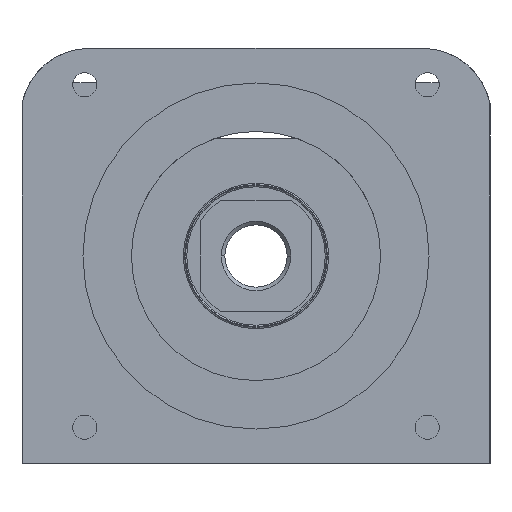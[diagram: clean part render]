
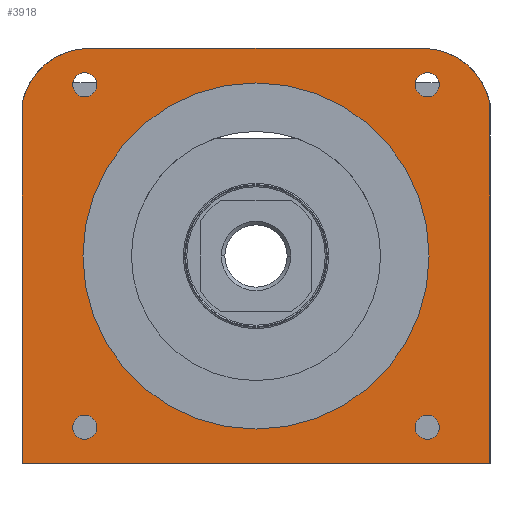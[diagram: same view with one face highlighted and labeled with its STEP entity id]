
A CAD part, left-side view. The second image highlights one B-rep face of the part: STEP entity #3918.
In plain terms, the highlighted planar face has unit normal (-1, 0, 0).
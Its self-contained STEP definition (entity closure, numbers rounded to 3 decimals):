
#3006=CARTESIAN_POINT('Vertex',(0.,-33.8,-30.)) ;
#3009=CARTESIAN_POINT('Line Origine',(0.,0.,-30.)) ;
#3013=CARTESIAN_POINT('Vertex',(0.,33.8,-30.)) ;
#3206=CARTESIAN_POINT('Vertex',(0.,-33.8,21.99)) ;
#3209=CARTESIAN_POINT('Line Origine',(0.,-33.8,-4.005)) ;
#3401=CARTESIAN_POINT('Line Origine',(0.,33.8,-4.005)) ;
#3405=CARTESIAN_POINT('Vertex',(0.,33.8,21.99)) ;
#3796=CARTESIAN_POINT('Axis2P3D Location',(0.,0.,0.)) ;
#3801=CARTESIAN_POINT('Axis2P3D Location',(0.,-24.,20.)) ;
#3805=CARTESIAN_POINT('Vertex',(0.,-24.,30.)) ;
#3808=CARTESIAN_POINT('Line Origine',(0.,0.,30.)) ;
#3812=CARTESIAN_POINT('Vertex',(0.,24.,30.)) ;
#3815=CARTESIAN_POINT('Axis2P3D Location',(0.,24.,20.)) ;
#3828=CARTESIAN_POINT('Axis2P3D Location',(0.,0.,0.)) ;
#3832=CARTESIAN_POINT('Vertex',(0.,25.,0.)) ;
#3834=CARTESIAN_POINT('Vertex',(0.,-25.,0.)) ;
#3837=CARTESIAN_POINT('Axis2P3D Location',(0.,0.,0.)) ;
#3846=CARTESIAN_POINT('Axis2P3D Location',(0.,24.749,24.749)) ;
#3850=CARTESIAN_POINT('Vertex',(0.,26.499,24.749)) ;
#3852=CARTESIAN_POINT('Vertex',(0.,22.999,24.749)) ;
#3855=CARTESIAN_POINT('Axis2P3D Location',(0.,24.749,24.749)) ;
#3864=CARTESIAN_POINT('Axis2P3D Location',(0.,-24.749,24.749)) ;
#3868=CARTESIAN_POINT('Vertex',(0.,-26.499,24.749)) ;
#3870=CARTESIAN_POINT('Vertex',(0.,-22.999,24.749)) ;
#3873=CARTESIAN_POINT('Axis2P3D Location',(0.,-24.749,24.749)) ;
#3882=CARTESIAN_POINT('Axis2P3D Location',(0.,24.749,-24.749)) ;
#3886=CARTESIAN_POINT('Vertex',(0.,26.499,-24.749)) ;
#3888=CARTESIAN_POINT('Vertex',(0.,22.999,-24.749)) ;
#3891=CARTESIAN_POINT('Axis2P3D Location',(0.,24.749,-24.749)) ;
#3900=CARTESIAN_POINT('Axis2P3D Location',(0.,-24.749,-24.749)) ;
#3904=CARTESIAN_POINT('Vertex',(0.,-26.499,-24.749)) ;
#3906=CARTESIAN_POINT('Vertex',(0.,-22.999,-24.749)) ;
#3909=CARTESIAN_POINT('Axis2P3D Location',(0.,-24.749,-24.749)) ;
#3010=DIRECTION('Vector Direction',(0.,-1.,0.)) ;
#3210=DIRECTION('Vector Direction',(0.,0.,-1.)) ;
#3402=DIRECTION('Vector Direction',(0.,0.,-1.)) ;
#3797=DIRECTION('Axis2P3D Direction',(1.,0.,0.)) ;
#3798=DIRECTION('Axis2P3D XDirection',(0.,1.,0.)) ;
#3802=DIRECTION('Axis2P3D Direction',(1.,0.,0.)) ;
#3809=DIRECTION('Vector Direction',(0.,1.,0.)) ;
#3816=DIRECTION('Axis2P3D Direction',(1.,0.,0.)) ;
#3829=DIRECTION('Axis2P3D Direction',(1.,0.,0.)) ;
#3838=DIRECTION('Axis2P3D Direction',(1.,0.,0.)) ;
#3847=DIRECTION('Axis2P3D Direction',(1.,0.,0.)) ;
#3856=DIRECTION('Axis2P3D Direction',(1.,0.,0.)) ;
#3865=DIRECTION('Axis2P3D Direction',(1.,0.,0.)) ;
#3874=DIRECTION('Axis2P3D Direction',(1.,0.,0.)) ;
#3883=DIRECTION('Axis2P3D Direction',(1.,0.,0.)) ;
#3892=DIRECTION('Axis2P3D Direction',(1.,0.,0.)) ;
#3901=DIRECTION('Axis2P3D Direction',(1.,0.,0.)) ;
#3910=DIRECTION('Axis2P3D Direction',(1.,0.,0.)) ;
#3799=AXIS2_PLACEMENT_3D('Plane Axis2P3D',#3796,#3797,#3798) ;
#3803=AXIS2_PLACEMENT_3D('Circle Axis2P3D',#3801,#3802,$) ;
#3817=AXIS2_PLACEMENT_3D('Circle Axis2P3D',#3815,#3816,$) ;
#3830=AXIS2_PLACEMENT_3D('Circle Axis2P3D',#3828,#3829,$) ;
#3839=AXIS2_PLACEMENT_3D('Circle Axis2P3D',#3837,#3838,$) ;
#3848=AXIS2_PLACEMENT_3D('Circle Axis2P3D',#3846,#3847,$) ;
#3857=AXIS2_PLACEMENT_3D('Circle Axis2P3D',#3855,#3856,$) ;
#3866=AXIS2_PLACEMENT_3D('Circle Axis2P3D',#3864,#3865,$) ;
#3875=AXIS2_PLACEMENT_3D('Circle Axis2P3D',#3873,#3874,$) ;
#3884=AXIS2_PLACEMENT_3D('Circle Axis2P3D',#3882,#3883,$) ;
#3893=AXIS2_PLACEMENT_3D('Circle Axis2P3D',#3891,#3892,$) ;
#3902=AXIS2_PLACEMENT_3D('Circle Axis2P3D',#3900,#3901,$) ;
#3911=AXIS2_PLACEMENT_3D('Circle Axis2P3D',#3909,#3910,$) ;
#3821=ORIENTED_EDGE('',*,*,#3213,.F.) ;
#3822=ORIENTED_EDGE('',*,*,#3807,.F.) ;
#3823=ORIENTED_EDGE('',*,*,#3814,.F.) ;
#3824=ORIENTED_EDGE('',*,*,#3819,.F.) ;
#3825=ORIENTED_EDGE('',*,*,#3407,.T.) ;
#3826=ORIENTED_EDGE('',*,*,#3015,.F.) ;
#3843=ORIENTED_EDGE('',*,*,#3836,.F.) ;
#3844=ORIENTED_EDGE('',*,*,#3841,.F.) ;
#3861=ORIENTED_EDGE('',*,*,#3854,.T.) ;
#3862=ORIENTED_EDGE('',*,*,#3859,.T.) ;
#3879=ORIENTED_EDGE('',*,*,#3872,.T.) ;
#3880=ORIENTED_EDGE('',*,*,#3877,.T.) ;
#3897=ORIENTED_EDGE('',*,*,#3890,.T.) ;
#3898=ORIENTED_EDGE('',*,*,#3895,.T.) ;
#3915=ORIENTED_EDGE('',*,*,#3908,.T.) ;
#3916=ORIENTED_EDGE('',*,*,#3913,.T.) ;
#3845=FACE_BOUND('',#3842,.T.) ;
#3863=FACE_BOUND('',#3860,.T.) ;
#3881=FACE_BOUND('',#3878,.T.) ;
#3899=FACE_BOUND('',#3896,.T.) ;
#3917=FACE_BOUND('',#3914,.T.) ;
#3011=VECTOR('Line Direction',#3010,1.) ;
#3211=VECTOR('Line Direction',#3210,1.) ;
#3403=VECTOR('Line Direction',#3402,1.) ;
#3810=VECTOR('Line Direction',#3809,1.) ;
#3918=ADVANCED_FACE('\X2\96F64EF651E04F554F53\X0\',(#3827,#3845,#3863,#3881,#3899,#3917),#3800,.F.) ;
#3804=CIRCLE('generated circle',#3803,10.) ;
#3818=CIRCLE('generated circle',#3817,10.) ;
#3831=CIRCLE('generated circle',#3830,25.) ;
#3840=CIRCLE('generated circle',#3839,25.) ;
#3849=CIRCLE('generated circle',#3848,1.75) ;
#3858=CIRCLE('generated circle',#3857,1.75) ;
#3867=CIRCLE('generated circle',#3866,1.75) ;
#3876=CIRCLE('generated circle',#3875,1.75) ;
#3885=CIRCLE('generated circle',#3884,1.75) ;
#3894=CIRCLE('generated circle',#3893,1.75) ;
#3903=CIRCLE('generated circle',#3902,1.75) ;
#3912=CIRCLE('generated circle',#3911,1.75) ;
#3015=EDGE_CURVE('',#3007,#3014,#3012,.F.) ;
#3213=EDGE_CURVE('',#3207,#3007,#3212,.T.) ;
#3407=EDGE_CURVE('',#3406,#3014,#3404,.T.) ;
#3807=EDGE_CURVE('',#3806,#3207,#3804,.T.) ;
#3814=EDGE_CURVE('',#3813,#3806,#3811,.F.) ;
#3819=EDGE_CURVE('',#3406,#3813,#3818,.T.) ;
#3836=EDGE_CURVE('',#3833,#3835,#3831,.F.) ;
#3841=EDGE_CURVE('',#3835,#3833,#3840,.F.) ;
#3854=EDGE_CURVE('',#3851,#3853,#3849,.T.) ;
#3859=EDGE_CURVE('',#3853,#3851,#3858,.T.) ;
#3872=EDGE_CURVE('',#3869,#3871,#3867,.T.) ;
#3877=EDGE_CURVE('',#3871,#3869,#3876,.T.) ;
#3890=EDGE_CURVE('',#3887,#3889,#3885,.T.) ;
#3895=EDGE_CURVE('',#3889,#3887,#3894,.T.) ;
#3908=EDGE_CURVE('',#3905,#3907,#3903,.T.) ;
#3913=EDGE_CURVE('',#3907,#3905,#3912,.T.) ;
#3820=EDGE_LOOP('',(#3821,#3822,#3823,#3824,#3825,#3826)) ;
#3842=EDGE_LOOP('',(#3843,#3844)) ;
#3860=EDGE_LOOP('',(#3861,#3862)) ;
#3878=EDGE_LOOP('',(#3879,#3880)) ;
#3896=EDGE_LOOP('',(#3897,#3898)) ;
#3914=EDGE_LOOP('',(#3915,#3916)) ;
#3827=FACE_OUTER_BOUND('',#3820,.T.) ;
#3012=LINE('Line',#3009,#3011) ;
#3212=LINE('Line',#3209,#3211) ;
#3404=LINE('Line',#3401,#3403) ;
#3811=LINE('Line',#3808,#3810) ;
#3800=PLANE('Plane',#3799) ;
#3007=VERTEX_POINT('',#3006) ;
#3014=VERTEX_POINT('',#3013) ;
#3207=VERTEX_POINT('',#3206) ;
#3406=VERTEX_POINT('',#3405) ;
#3806=VERTEX_POINT('',#3805) ;
#3813=VERTEX_POINT('',#3812) ;
#3833=VERTEX_POINT('',#3832) ;
#3835=VERTEX_POINT('',#3834) ;
#3851=VERTEX_POINT('',#3850) ;
#3853=VERTEX_POINT('',#3852) ;
#3869=VERTEX_POINT('',#3868) ;
#3871=VERTEX_POINT('',#3870) ;
#3887=VERTEX_POINT('',#3886) ;
#3889=VERTEX_POINT('',#3888) ;
#3905=VERTEX_POINT('',#3904) ;
#3907=VERTEX_POINT('',#3906) ;
